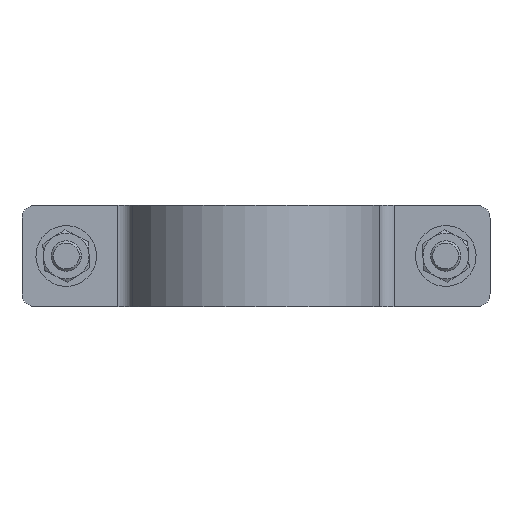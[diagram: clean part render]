
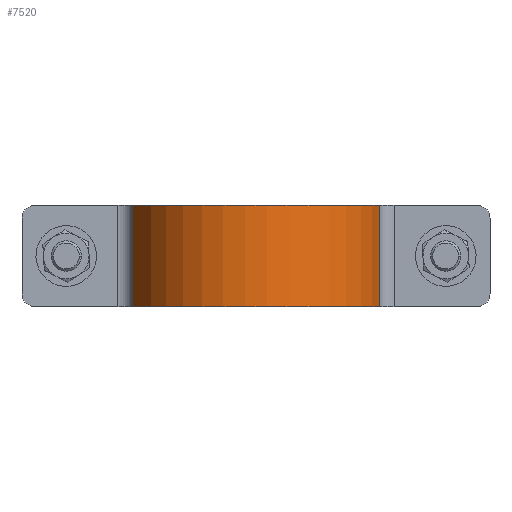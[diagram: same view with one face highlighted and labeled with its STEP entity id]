
A CAD part, front view. The second image highlights one B-rep face of the part: STEP entity #7520.
In plain terms, the highlighted cylindrical face has radius 50.5 mm (diameter 101 mm), a partial arc.
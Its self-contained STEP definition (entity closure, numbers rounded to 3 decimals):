
#97 = EDGE_CURVE ( 'NONE', #2263, #1006, #1562, .T. ) ;
#475 = VECTOR ( 'NONE', #7329, 1000. ) ;
#674 = CARTESIAN_POINT ( 'NONE',  ( 48.809, 12.96, -20. ) ) ;
#909 = CARTESIAN_POINT ( 'NONE',  ( -48.809, 12.96, 20. ) ) ;
#1006 = VERTEX_POINT ( 'NONE', #8368 ) ;
#1094 = DIRECTION ( 'NONE',  ( 0., 0., -1. ) ) ;
#1562 = CIRCLE ( 'NONE', #7676, 50.5 ) ;
#1583 = LINE ( 'NONE', #909, #475 ) ;
#1804 = DIRECTION ( 'NONE',  ( 0., 0., -1. ) ) ;
#1908 = DIRECTION ( 'NONE',  ( -1., 0., 0. ) ) ;
#1940 = DIRECTION ( 'NONE',  ( 1., 0., 0. ) ) ;
#2095 = DIRECTION ( 'NONE',  ( 0., 0., -1. ) ) ;
#2263 = VERTEX_POINT ( 'NONE', #7494 ) ;
#2765 = ORIENTED_EDGE ( 'NONE', *, *, #97, .T. ) ;
#2810 = ORIENTED_EDGE ( 'NONE', *, *, #5376, .T. ) ;
#2823 = VECTOR ( 'NONE', #1094, 1000. ) ;
#3365 = VERTEX_POINT ( 'NONE', #3816 ) ;
#3487 = EDGE_CURVE ( 'NONE', #3365, #7569, #4749, .T. ) ;
#3525 = ORIENTED_EDGE ( 'NONE', *, *, #8488, .F. ) ;
#3816 = CARTESIAN_POINT ( 'NONE',  ( -48.809, 12.96, -20. ) ) ;
#3927 = LINE ( 'NONE', #5492, #2823 ) ;
#4114 = CYLINDRICAL_SURFACE ( 'NONE', #8455, 50.5 ) ;
#4506 = DIRECTION ( 'NONE',  ( 0., 0., -1. ) ) ;
#4749 = CIRCLE ( 'NONE', #8581, 50.5 ) ;
#5239 = DIRECTION ( 'NONE',  ( 1., 0., 0. ) ) ;
#5274 = ORIENTED_EDGE ( 'NONE', *, *, #3487, .F. ) ;
#5376 = EDGE_CURVE ( 'NONE', #1006, #7569, #3927, .T. ) ;
#5492 = CARTESIAN_POINT ( 'NONE',  ( 48.809, 12.96, 20. ) ) ;
#6500 = CARTESIAN_POINT ( 'NONE',  ( 0., 0., 20. ) ) ;
#6861 = EDGE_LOOP ( 'NONE', ( #5274, #3525, #2765, #2810 ) ) ;
#7052 = CARTESIAN_POINT ( 'NONE',  ( 0., 0., 20. ) ) ;
#7329 = DIRECTION ( 'NONE',  ( 0., 0., -1. ) ) ;
#7494 = CARTESIAN_POINT ( 'NONE',  ( -48.809, 12.96, 20. ) ) ;
#7520 = ADVANCED_FACE ( 'NONE', ( #8972 ), #4114, .T. ) ;
#7569 = VERTEX_POINT ( 'NONE', #674 ) ;
#7676 = AXIS2_PLACEMENT_3D ( 'NONE', #6500, #4506, #5239 ) ;
#8368 = CARTESIAN_POINT ( 'NONE',  ( 48.809, 12.96, 20. ) ) ;
#8455 = AXIS2_PLACEMENT_3D ( 'NONE', #7052, #2095, #1908 ) ;
#8488 = EDGE_CURVE ( 'NONE', #2263, #3365, #1583, .T. ) ;
#8581 = AXIS2_PLACEMENT_3D ( 'NONE', #8812, #1804, #1940 ) ;
#8812 = CARTESIAN_POINT ( 'NONE',  ( 0., 0., -20. ) ) ;
#8972 = FACE_OUTER_BOUND ( 'NONE', #6861, .T. ) ;
